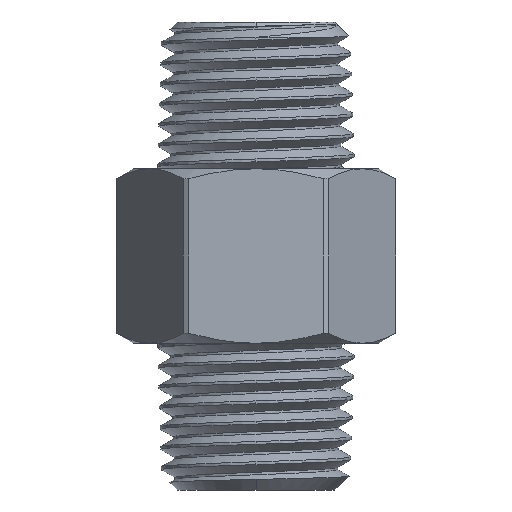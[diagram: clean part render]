
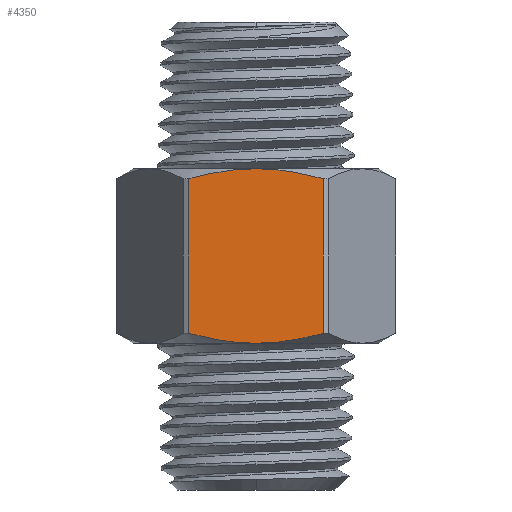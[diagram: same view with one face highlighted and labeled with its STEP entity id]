
A CAD part, left-side view. The second image highlights one B-rep face of the part: STEP entity #4350.
In plain terms, the highlighted planar face has unit normal (-1, 0, 0).
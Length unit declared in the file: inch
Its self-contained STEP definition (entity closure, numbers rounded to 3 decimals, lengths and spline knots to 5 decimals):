
#184 = CARTESIAN_POINT ( 'NONE',  ( -0.33594, -0.18375, -0.21171 ) ) ;
#474 = VERTEX_POINT ( 'NONE', #6810 ) ;
#482 = CARTESIAN_POINT ( 'NONE',  ( -0.33594, 0., -0.23882 ) ) ;
#762 = EDGE_CURVE ( 'NONE', #7977, #6256, #1268, .T. ) ;
#793 = CARTESIAN_POINT ( 'NONE',  ( -0.33594, 0.18375, 0.21171 ) ) ;
#1268 = B_SPLINE_CURVE_WITH_KNOTS ( 'NONE', 3,
 ( #5738, #11688, #11605, #10614, #2818, #793 ),
 .UNSPECIFIED., .F., .F.,
 ( 4, 2, 4 ),
 ( 0.01376, 0.01612, 0.01848 ),
 .UNSPECIFIED. ) ;
#1346 = CARTESIAN_POINT ( 'NONE',  ( -0.33594, 0.18375, -0.21171 ) ) ;
#1347 = CARTESIAN_POINT ( 'NONE',  ( -0.33594, -0.12315, -0.22691 ) ) ;
#1773 = ORIENTED_EDGE ( 'NONE', *, *, #762, .T. ) ;
#2015 = DIRECTION ( 'NONE',  ( 0., 0., 1. ) ) ;
#2368 = VECTOR ( 'NONE', #2015, 39.37008 ) ;
#2428 = CARTESIAN_POINT ( 'NONE',  ( -0.33594, 0.06245, -0.23624 ) ) ;
#2816 = LINE ( 'NONE', #6345, #12542 ) ;
#2818 = CARTESIAN_POINT ( 'NONE',  ( -0.33594, 0.154, 0.21995 ) ) ;
#3298 = AXIS2_PLACEMENT_3D ( 'NONE', #4837, #12685, #3766 ) ;
#3413 = CARTESIAN_POINT ( 'NONE',  ( -0.33594, -0.15378, -0.22001 ) ) ;
#3744 = CARTESIAN_POINT ( 'NONE',  ( -0.33594, -0.12315, 0.22691 ) ) ;
#3766 = DIRECTION ( 'NONE',  ( 0., 0., 1. ) ) ;
#3861 = CARTESIAN_POINT ( 'NONE',  ( -0.33594, -0.03101, 0.23882 ) ) ;
#4314 = CARTESIAN_POINT ( 'NONE',  ( -0.33594, 0.12386, -0.22677 ) ) ;
#4350 = ADVANCED_FACE ( 'NONE', ( #10394 ), #12605, .T. ) ;
#4578 = ORIENTED_EDGE ( 'NONE', *, *, #6295, .T. ) ;
#4800 = VERTEX_POINT ( 'NONE', #184 ) ;
#4837 = CARTESIAN_POINT ( 'NONE',  ( -0.33594, 0.19395, -1.26513 ) ) ;
#5629 = EDGE_CURVE ( 'NONE', #6256, #11982, #2816, .T. ) ;
#5738 = CARTESIAN_POINT ( 'NONE',  ( -0.33594, 0., 0.23882 ) ) ;
#6256 = VERTEX_POINT ( 'NONE', #8076 ) ;
#6295 = EDGE_CURVE ( 'NONE', #474, #4800, #11313, .T. ) ;
#6345 = CARTESIAN_POINT ( 'NONE',  ( -0.33594, 0.18375, 0.64063 ) ) ;
#6370 = LINE ( 'NONE', #7961, #2368 ) ;
#6686 = B_SPLINE_CURVE_WITH_KNOTS ( 'NONE', 3,
 ( #9233, #10220, #4314, #2428, #12647, #8768 ),
 .UNSPECIFIED., .F., .F.,
 ( 4, 2, 4 ),
 ( 0.00389, 0.00624, 0.0086 ),
 .UNSPECIFIED. ) ;
#6747 = CARTESIAN_POINT ( 'NONE',  ( -0.33594, 0., 0.23882 ) ) ;
#6810 = CARTESIAN_POINT ( 'NONE',  ( -0.33594, 0., -0.23882 ) ) ;
#6946 = EDGE_CURVE ( 'NONE', #4800, #8882, #6370, .T. ) ;
#7038 = ORIENTED_EDGE ( 'NONE', *, *, #11996, .T. ) ;
#7194 = ORIENTED_EDGE ( 'NONE', *, *, #9841, .T. ) ;
#7246 = CARTESIAN_POINT ( 'NONE',  ( -0.33594, -0.06183, -0.23631 ) ) ;
#7378 = CARTESIAN_POINT ( 'NONE',  ( -0.33594, -0.18375, -0.21171 ) ) ;
#7549 = CARTESIAN_POINT ( 'NONE',  ( -0.33594, -0.18375, 0.21171 ) ) ;
#7719 = ORIENTED_EDGE ( 'NONE', *, *, #6946, .T. ) ;
#7961 = CARTESIAN_POINT ( 'NONE',  ( -0.33594, -0.18375, 0.64063 ) ) ;
#7977 = VERTEX_POINT ( 'NONE', #6747 ) ;
#8076 = CARTESIAN_POINT ( 'NONE',  ( -0.33594, 0.18375, 0.21171 ) ) ;
#8768 = CARTESIAN_POINT ( 'NONE',  ( -0.33594, 0., -0.23882 ) ) ;
#8882 = VERTEX_POINT ( 'NONE', #10522 ) ;
#9233 = CARTESIAN_POINT ( 'NONE',  ( -0.33594, 0.18375, -0.21171 ) ) ;
#9333 = B_SPLINE_CURVE_WITH_KNOTS ( 'NONE', 3,
 ( #7549, #11506, #3744, #9774, #3861, #10634 ),
 .UNSPECIFIED., .F., .F.,
 ( 4, 2, 4 ),
 ( 0.00905, 0.0114, 0.01376 ),
 .UNSPECIFIED. ) ;
#9371 = DIRECTION ( 'NONE',  ( 0., 0., -1. ) ) ;
#9774 = CARTESIAN_POINT ( 'NONE',  ( -0.33594, -0.06183, 0.23631 ) ) ;
#9826 = EDGE_LOOP ( 'NONE', ( #7719, #7194, #1773, #10454, #7038, #4578 ) ) ;
#9841 = EDGE_CURVE ( 'NONE', #8882, #7977, #9333, .T. ) ;
#10220 = CARTESIAN_POINT ( 'NONE',  ( -0.33594, 0.154, -0.21995 ) ) ;
#10394 = FACE_OUTER_BOUND ( 'NONE', #9826, .T. ) ;
#10454 = ORIENTED_EDGE ( 'NONE', *, *, #5629, .T. ) ;
#10522 = CARTESIAN_POINT ( 'NONE',  ( -0.33594, -0.18375, 0.21171 ) ) ;
#10614 = CARTESIAN_POINT ( 'NONE',  ( -0.33594, 0.12386, 0.22677 ) ) ;
#10634 = CARTESIAN_POINT ( 'NONE',  ( -0.33594, 0., 0.23882 ) ) ;
#11213 = CARTESIAN_POINT ( 'NONE',  ( -0.33594, -0.03101, -0.23882 ) ) ;
#11313 = B_SPLINE_CURVE_WITH_KNOTS ( 'NONE', 3,
 ( #482, #11213, #7246, #1347, #3413, #7378 ),
 .UNSPECIFIED., .F., .F.,
 ( 4, 2, 4 ),
 ( 0.0086, 0.01095, 0.0133 ),
 .UNSPECIFIED. ) ;
#11506 = CARTESIAN_POINT ( 'NONE',  ( -0.33594, -0.15378, 0.22001 ) ) ;
#11605 = CARTESIAN_POINT ( 'NONE',  ( -0.33594, 0.06245, 0.23624 ) ) ;
#11688 = CARTESIAN_POINT ( 'NONE',  ( -0.33594, 0.03102, 0.23882 ) ) ;
#11982 = VERTEX_POINT ( 'NONE', #1346 ) ;
#11996 = EDGE_CURVE ( 'NONE', #11982, #474, #6686, .T. ) ;
#12542 = VECTOR ( 'NONE', #9371, 39.37008 ) ;
#12605 = PLANE ( 'NONE',  #3298 ) ;
#12647 = CARTESIAN_POINT ( 'NONE',  ( -0.33594, 0.03102, -0.23882 ) ) ;
#12685 = DIRECTION ( 'NONE',  ( -1., 0., 0. ) ) ;
